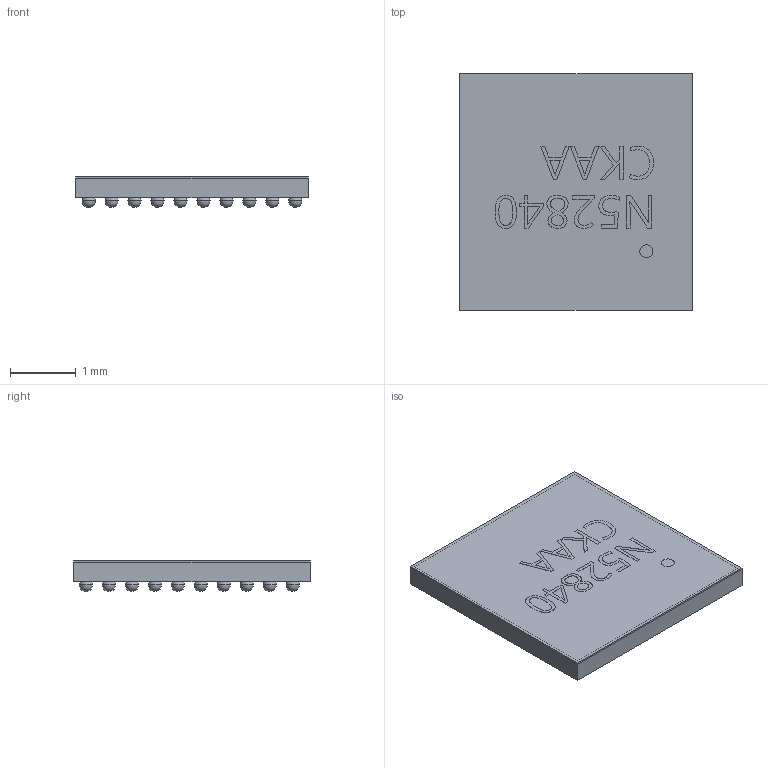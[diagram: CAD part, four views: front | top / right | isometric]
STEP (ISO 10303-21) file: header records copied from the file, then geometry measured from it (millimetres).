
FILE_DESCRIPTION (( 'STEP AP214' ), '1' );
FILE_NAME ('nrf52840_ckaa_var1_WLCSP.STEP', '2024-03-01T21:20:08', ( '' ), ( '' ), 'SwSTEP 2.0', 'SolidWorks 2023', '' );
FILE_SCHEMA (( 'AUTOMOTIVE_DESIGN' ));
Length unit declared in the file: millimetre
Products named in the file (7): nrf52840_ckaa_var1_.step; nrf52840_ckaa_var1_WLCSP; Graviton_CSP-2.step; Graviton_CSP-1.step; Graviton_CSP.step; Graviton_CSP-0.step; U1.step
Assembly tree (6 placements, depth 4):
  nrf52840_ckaa_var1_WLCSP
    nrf52840_ckaa_var1_.step
      U1.step
        Graviton_CSP.step
        Graviton_CSP-0.step
        Graviton_CSP-1.step
        Graviton_CSP-2.step
Bounding box: 3.54 x 3.61 x 0.47 mm (x, y, z)
Volume: 5.3 mm3; surface area: 116.8 mm2
Topology: 4 solids, 4 shells, 402 faces, 1319 edges, 942 vertices
Faces by surface type: sphere 188, plane 119, bspline 93, cylinder 2
Entity records: 12527 total; most frequent: CARTESIAN_POINT 2947, ORIENTED_EDGE 1886, DIRECTION 1777, EDGE_CURVE 943, VERTEX_POINT 754, AXIS2_PLACEMENT_3D 700, EDGE_LOOP 607, ADVANCED_FACE 402
